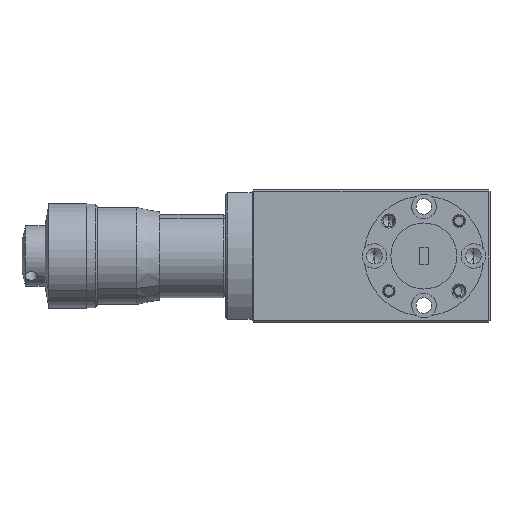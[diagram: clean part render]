
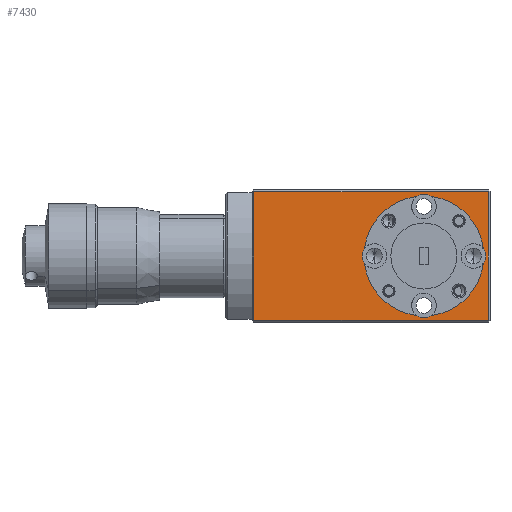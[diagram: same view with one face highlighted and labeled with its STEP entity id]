
A CAD part, left-side view. The second image highlights one B-rep face of the part: STEP entity #7430.
In plain terms, the highlighted planar face has unit normal (-1, 0, 0).
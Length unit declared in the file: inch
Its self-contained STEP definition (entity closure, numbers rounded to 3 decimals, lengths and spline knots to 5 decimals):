
#92 = VERTEX_POINT ( 'NONE', #2253 ) ;
#531 = VERTEX_POINT ( 'NONE', #16856 ) ;
#659 = DIRECTION ( 'NONE',  ( -1., 0., 0. ) ) ;
#772 = VECTOR ( 'NONE', #3171, 39.37008 ) ;
#773 = CARTESIAN_POINT ( 'NONE',  ( -1.2, 0.03742, 0.04177 ) ) ;
#1154 = CIRCLE ( 'NONE', #10479, 0.34 ) ;
#1303 = DIRECTION ( 'NONE',  ( 0., 0., 1. ) ) ;
#1575 = EDGE_CURVE ( 'NONE', #7391, #3979, #1154, .T. ) ;
#1677 = VERTEX_POINT ( 'NONE', #2416 ) ;
#1705 = DIRECTION ( 'NONE',  ( -1., 0., 0. ) ) ;
#1802 = VECTOR ( 'NONE', #18322, 39.37008 ) ;
#1825 = AXIS2_PLACEMENT_3D ( 'NONE', #9121, #12131, #16584 ) ;
#1843 = CIRCLE ( 'NONE', #15130, 0.07 ) ;
#1938 = CARTESIAN_POINT ( 'NONE',  ( -1.2, -0.675, -0.365 ) ) ;
#2043 = EDGE_CURVE ( 'NONE', #18376, #92, #16113, .T. ) ;
#2253 = CARTESIAN_POINT ( 'NONE',  ( -1.2, -0.34177, -0.33743 ) ) ;
#2416 = CARTESIAN_POINT ( 'NONE',  ( -1.2, -0.25823, -0.33743 ) ) ;
#2432 = DIRECTION ( 'NONE',  ( 0., 0., 1. ) ) ;
#2512 = CARTESIAN_POINT ( 'NONE',  ( -1.2, 0., 0.365 ) ) ;
#2602 = DIRECTION ( 'NONE',  ( 0., 0., 1. ) ) ;
#2658 = VERTEX_POINT ( 'NONE', #17234 ) ;
#3071 = DIRECTION ( 'NONE',  ( 0., 0., 1. ) ) ;
#3107 = DIRECTION ( 'NONE',  ( 0., 0., 1. ) ) ;
#3171 = DIRECTION ( 'NONE',  ( 0., -1., 0. ) ) ;
#3561 = CIRCLE ( 'NONE', #14400, 0.07 ) ;
#3879 = ORIENTED_EDGE ( 'NONE', *, *, #2043, .F. ) ;
#3979 = VERTEX_POINT ( 'NONE', #9666 ) ;
#4341 = EDGE_CURVE ( 'NONE', #13610, #4943, #6302, .T. ) ;
#4496 = ORIENTED_EDGE ( 'NONE', *, *, #8302, .F. ) ;
#4547 = LINE ( 'NONE', #13969, #1802 ) ;
#4548 = EDGE_CURVE ( 'NONE', #10007, #17391, #4811, .T. ) ;
#4811 = LINE ( 'NONE', #1938, #772 ) ;
#4863 = AXIS2_PLACEMENT_3D ( 'NONE', #10179, #13346, #3071 ) ;
#4943 = VERTEX_POINT ( 'NONE', #11562 ) ;
#5091 = ORIENTED_EDGE ( 'NONE', *, *, #8934, .F. ) ;
#5163 = DIRECTION ( 'NONE',  ( 0., 0., 1. ) ) ;
#5247 = EDGE_LOOP ( 'NONE', ( #8486, #11271, #3879, #4496, #5091, #18242, #5328, #18708, #9445, #12865 ) ) ;
#5328 = ORIENTED_EDGE ( 'NONE', *, *, #14087, .F. ) ;
#5522 = CARTESIAN_POINT ( 'NONE',  ( -1.2, 0., 0. ) ) ;
#5552 = AXIS2_PLACEMENT_3D ( 'NONE', #14498, #10143, #1303 ) ;
#5792 = EDGE_CURVE ( 'NONE', #17391, #2658, #4547, .T. ) ;
#5811 = FACE_BOUND ( 'NONE', #5247, .T. ) ;
#5992 = CARTESIAN_POINT ( 'NONE',  ( -1.2, -0.63743, -0.04177 ) ) ;
#6036 = EDGE_CURVE ( 'NONE', #15345, #6894, #18208, .T. ) ;
#6258 = CARTESIAN_POINT ( 'NONE',  ( -1.2, 0.665, 0. ) ) ;
#6302 = CIRCLE ( 'NONE', #17160, 0.07 ) ;
#6691 = ORIENTED_EDGE ( 'NONE', *, *, #5792, .T. ) ;
#6894 = VERTEX_POINT ( 'NONE', #12740 ) ;
#7161 = LINE ( 'NONE', #2512, #15387 ) ;
#7391 = VERTEX_POINT ( 'NONE', #15635 ) ;
#7430 = ADVANCED_FACE ( 'NONE', ( #5811, #8467 ), #10116, .T. ) ;
#7520 = CIRCLE ( 'NONE', #18358, 0.34 ) ;
#7829 = EDGE_CURVE ( 'NONE', #2658, #531, #7161, .T. ) ;
#8025 = CARTESIAN_POINT ( 'NONE',  ( -1.2, -0.3, -0.35125 ) ) ;
#8247 = CARTESIAN_POINT ( 'NONE',  ( -1.2, -0.3, 0. ) ) ;
#8302 = EDGE_CURVE ( 'NONE', #1677, #18376, #16952, .T. ) ;
#8443 = DIRECTION ( 'NONE',  ( 0., 1., 0. ) ) ;
#8467 = FACE_OUTER_BOUND ( 'NONE', #17040, .T. ) ;
#8486 = ORIENTED_EDGE ( 'NONE', *, *, #8814, .F. ) ;
#8758 = DIRECTION ( 'NONE',  ( 0., 0., 1. ) ) ;
#8814 = EDGE_CURVE ( 'NONE', #16788, #7391, #1843, .T. ) ;
#8934 = EDGE_CURVE ( 'NONE', #6894, #1677, #10155, .T. ) ;
#9013 = DIRECTION ( 'NONE',  ( 0., 0., -1. ) ) ;
#9080 = CARTESIAN_POINT ( 'NONE',  ( -1.2, -0.3, -0.28125 ) ) ;
#9082 = ORIENTED_EDGE ( 'NONE', *, *, #7829, .T. ) ;
#9121 = CARTESIAN_POINT ( 'NONE',  ( -1.2, -0.3, 0. ) ) ;
#9445 = ORIENTED_EDGE ( 'NONE', *, *, #16376, .F. ) ;
#9666 = CARTESIAN_POINT ( 'NONE',  ( -1.2, -0.34177, 0.33742 ) ) ;
#9934 = AXIS2_PLACEMENT_3D ( 'NONE', #5522, #15919, #8758 ) ;
#10004 = DIRECTION ( 'NONE',  ( -1., 0., 0. ) ) ;
#10007 = VERTEX_POINT ( 'NONE', #11033 ) ;
#10116 = PLANE ( 'NONE',  #9934 ) ;
#10143 = DIRECTION ( 'NONE',  ( -1., 0., 0. ) ) ;
#10155 = CIRCLE ( 'NONE', #4863, 0.34 ) ;
#10179 = CARTESIAN_POINT ( 'NONE',  ( -1.2, -0.3, 0. ) ) ;
#10194 = CIRCLE ( 'NONE', #1825, 0.34 ) ;
#10377 = DIRECTION ( 'NONE',  ( -1., 0., 0. ) ) ;
#10479 = AXIS2_PLACEMENT_3D ( 'NONE', #14237, #659, #12589 ) ;
#10589 = CARTESIAN_POINT ( 'NONE',  ( -1.2, -0.3, 0.28125 ) ) ;
#10692 = EDGE_CURVE ( 'NONE', #531, #10007, #17458, .T. ) ;
#10892 = VECTOR ( 'NONE', #9013, 39.37008 ) ;
#11033 = CARTESIAN_POINT ( 'NONE',  ( -1.2, 0.665, -0.365 ) ) ;
#11271 = ORIENTED_EDGE ( 'NONE', *, *, #15435, .F. ) ;
#11456 = ORIENTED_EDGE ( 'NONE', *, *, #4548, .T. ) ;
#11562 = CARTESIAN_POINT ( 'NONE',  ( -1.2, -0.25823, 0.33742 ) ) ;
#11597 = ORIENTED_EDGE ( 'NONE', *, *, #10692, .T. ) ;
#11860 = CARTESIAN_POINT ( 'NONE',  ( -1.2, -0.3, 0.35125 ) ) ;
#12131 = DIRECTION ( 'NONE',  ( -1., 0., 0. ) ) ;
#12243 = DIRECTION ( 'NONE',  ( 0., 0., 1. ) ) ;
#12589 = DIRECTION ( 'NONE',  ( 0., 0., 1. ) ) ;
#12740 = CARTESIAN_POINT ( 'NONE',  ( -1.2, 0.03742, -0.04177 ) ) ;
#12865 = ORIENTED_EDGE ( 'NONE', *, *, #1575, .F. ) ;
#13346 = DIRECTION ( 'NONE',  ( -1., 0., 0. ) ) ;
#13394 = CARTESIAN_POINT ( 'NONE',  ( -1.2, -0.01875, 0. ) ) ;
#13610 = VERTEX_POINT ( 'NONE', #11860 ) ;
#13895 = AXIS2_PLACEMENT_3D ( 'NONE', #13394, #17851, #12243 ) ;
#13969 = CARTESIAN_POINT ( 'NONE',  ( -1.2, -0.665, 0. ) ) ;
#14087 = EDGE_CURVE ( 'NONE', #4943, #15345, #10194, .T. ) ;
#14237 = CARTESIAN_POINT ( 'NONE',  ( -1.2, -0.3, 0. ) ) ;
#14329 = CARTESIAN_POINT ( 'NONE',  ( -1.2, -0.58125, 0. ) ) ;
#14400 = AXIS2_PLACEMENT_3D ( 'NONE', #18981, #10377, #2602 ) ;
#14471 = AXIS2_PLACEMENT_3D ( 'NONE', #9080, #1705, #5163 ) ;
#14498 = CARTESIAN_POINT ( 'NONE',  ( -1.2, -0.3, -0.28125 ) ) ;
#15130 = AXIS2_PLACEMENT_3D ( 'NONE', #14329, #15700, #18685 ) ;
#15139 = DIRECTION ( 'NONE',  ( -1., 0., 0. ) ) ;
#15345 = VERTEX_POINT ( 'NONE', #773 ) ;
#15387 = VECTOR ( 'NONE', #8443, 39.37008 ) ;
#15435 = EDGE_CURVE ( 'NONE', #92, #16788, #7520, .T. ) ;
#15635 = CARTESIAN_POINT ( 'NONE',  ( -1.2, -0.63743, 0.04177 ) ) ;
#15700 = DIRECTION ( 'NONE',  ( -1., 0., 0. ) ) ;
#15919 = DIRECTION ( 'NONE',  ( -1., 0., 0. ) ) ;
#16113 = CIRCLE ( 'NONE', #5552, 0.07 ) ;
#16376 = EDGE_CURVE ( 'NONE', #3979, #13610, #3561, .T. ) ;
#16584 = DIRECTION ( 'NONE',  ( 0., 0., 1. ) ) ;
#16788 = VERTEX_POINT ( 'NONE', #5992 ) ;
#16856 = CARTESIAN_POINT ( 'NONE',  ( -1.2, 0.665, 0.365 ) ) ;
#16952 = CIRCLE ( 'NONE', #14471, 0.07 ) ;
#17040 = EDGE_LOOP ( 'NONE', ( #11456, #6691, #9082, #11597 ) ) ;
#17160 = AXIS2_PLACEMENT_3D ( 'NONE', #10589, #15139, #3107 ) ;
#17234 = CARTESIAN_POINT ( 'NONE',  ( -1.2, -0.665, 0.365 ) ) ;
#17391 = VERTEX_POINT ( 'NONE', #17504 ) ;
#17458 = LINE ( 'NONE', #6258, #10892 ) ;
#17504 = CARTESIAN_POINT ( 'NONE',  ( -1.2, -0.665, -0.365 ) ) ;
#17851 = DIRECTION ( 'NONE',  ( -1., 0., 0. ) ) ;
#18208 = CIRCLE ( 'NONE', #13895, 0.07 ) ;
#18242 = ORIENTED_EDGE ( 'NONE', *, *, #6036, .F. ) ;
#18322 = DIRECTION ( 'NONE',  ( 0., 0., 1. ) ) ;
#18358 = AXIS2_PLACEMENT_3D ( 'NONE', #8247, #10004, #2432 ) ;
#18376 = VERTEX_POINT ( 'NONE', #8025 ) ;
#18685 = DIRECTION ( 'NONE',  ( 0., 0., 1. ) ) ;
#18708 = ORIENTED_EDGE ( 'NONE', *, *, #4341, .F. ) ;
#18981 = CARTESIAN_POINT ( 'NONE',  ( -1.2, -0.3, 0.28125 ) ) ;
